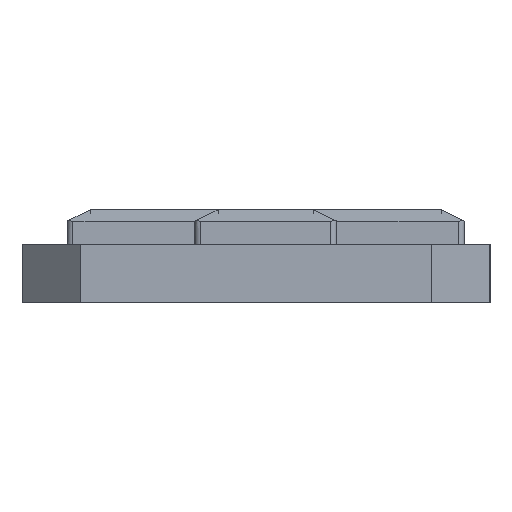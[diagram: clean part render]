
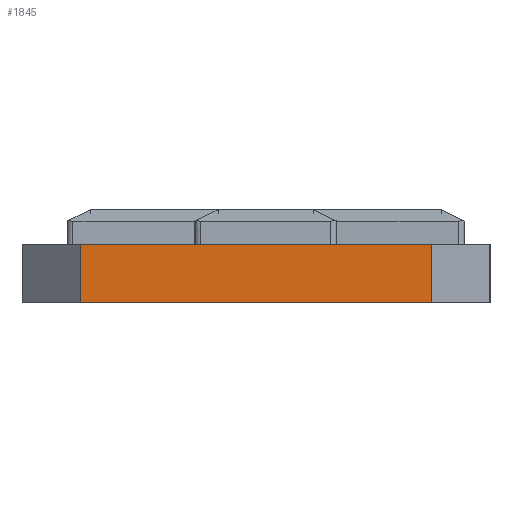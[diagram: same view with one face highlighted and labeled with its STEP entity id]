
A CAD part, left-side view. The second image highlights one B-rep face of the part: STEP entity #1845.
In plain terms, the highlighted planar face has unit normal (-1, 0, 0).
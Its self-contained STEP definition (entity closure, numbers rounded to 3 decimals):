
#176=LINE('',#3114,#339);
#191=LINE('',#3160,#354);
#200=LINE('',#3183,#363);
#202=LINE('',#3186,#365);
#339=VECTOR('',#2508,10.);
#354=VECTOR('',#2547,10.);
#363=VECTOR('',#2576,10.);
#365=VECTOR('',#2580,10.);
#496=PLANE('',#2039);
#596=FACE_OUTER_BOUND('',#736,.T.);
#736=EDGE_LOOP('',(#1722,#1723,#1724,#1725));
#949=VERTEX_POINT('',#3111);
#950=VERTEX_POINT('',#3113);
#968=VERTEX_POINT('',#3157);
#969=VERTEX_POINT('',#3159);
#1190=EDGE_CURVE('',#949,#950,#176,.T.);
#1212=EDGE_CURVE('',#968,#969,#191,.T.);
#1225=EDGE_CURVE('',#950,#968,#200,.T.);
#1227=EDGE_CURVE('',#969,#949,#202,.T.);
#1722=ORIENTED_EDGE('',*,*,#1225,.F.);
#1723=ORIENTED_EDGE('',*,*,#1190,.F.);
#1724=ORIENTED_EDGE('',*,*,#1227,.F.);
#1725=ORIENTED_EDGE('',*,*,#1212,.F.);
#1845=ADVANCED_FACE('',(#596),#496,.F.);
#2039=AXIS2_PLACEMENT_3D('',#3187,#2581,#2582);
#2508=DIRECTION('',(0.,-1.,0.));
#2547=DIRECTION('',(0.,1.,0.));
#2576=DIRECTION('',(0.,0.,-1.));
#2580=DIRECTION('',(0.,0.,1.));
#2581=DIRECTION('center_axis',(1.,0.,0.));
#2582=DIRECTION('ref_axis',(0.,0.,-1.));
#3111=CARTESIAN_POINT('',(-142.,145.967,-1.275));
#3113=CARTESIAN_POINT('',(-142.,115.667,-1.275));
#3114=CARTESIAN_POINT('',(-142.,120.742,-1.275));
#3157=CARTESIAN_POINT('',(-142.,115.667,-6.274));
#3159=CARTESIAN_POINT('',(-142.,145.967,-6.274));
#3160=CARTESIAN_POINT('',(-142.,122.449,-6.274));
#3183=CARTESIAN_POINT('',(-142.,115.667,-1.71));
#3186=CARTESIAN_POINT('',(-142.,145.967,-1.71));
#3187=CARTESIAN_POINT('Origin',(-142.,130.817,-3.165));
